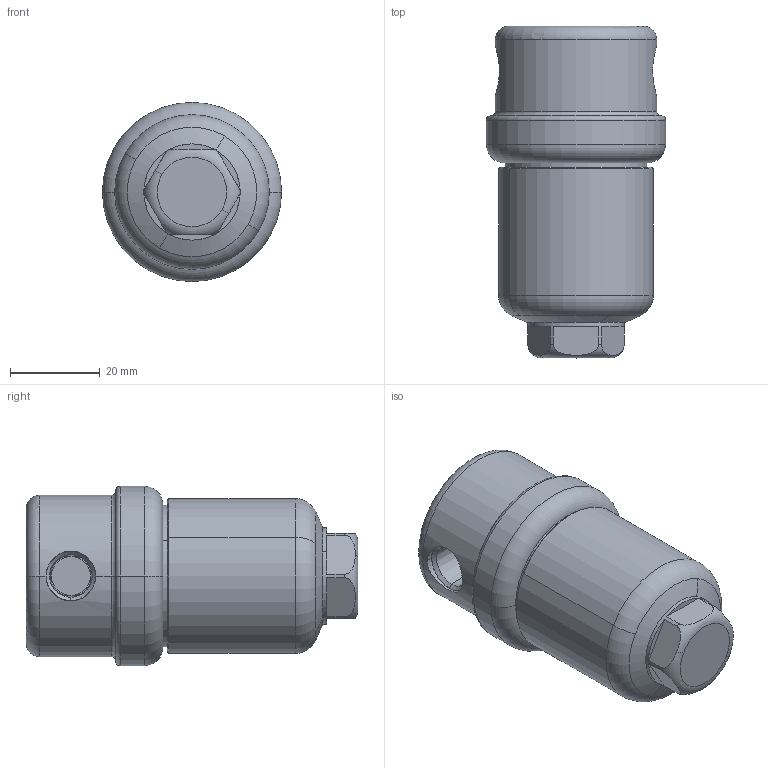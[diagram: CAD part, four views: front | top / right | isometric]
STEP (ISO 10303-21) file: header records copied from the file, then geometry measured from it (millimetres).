
FILE_DESCRIPTION (( 'STEP AP203' ), '1' );
FILE_NAME ('114 LAYOUT GA.STEP', '2025-10-13T07:58:35', ( '' ), ( '' ), 'SwSTEP 2.0', 'SolidWorks 2025', '' );
FILE_SCHEMA (( 'CONFIG_CONTROL_DESIGN' ));
Length unit declared in the file: millimetre
Products named in the file (3): 110-120 Series Bowl_114; 110 Series Head_110 HEAD; 114 LAYOUT GA
Assembly tree (2 placements, depth 2):
  114 LAYOUT GA
    110 Series Head_110 HEAD
    110-120 Series Bowl_114
Bounding box: 40 x 74.05 x 40 mm (x, y, z)
Volume: 45752.2 mm3; surface area: 18190.1 mm2
Topology: 2 solids, 2 shells, 200 faces, 493 edges, 310 vertices
Faces by surface type: plane 71, bspline 45, cylinder 36, cone 26, torus 18, sphere 4
Entity records: 8879 total; most frequent: CARTESIAN_POINT 4099, ORIENTED_EDGE 974, DIRECTION 846, EDGE_CURVE 487, VERTEX_POINT 310, AXIS2_PLACEMENT_3D 309, VECTOR 228, LINE 228
